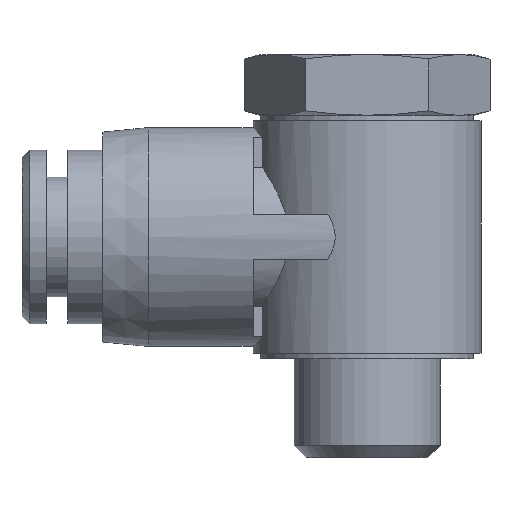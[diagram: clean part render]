
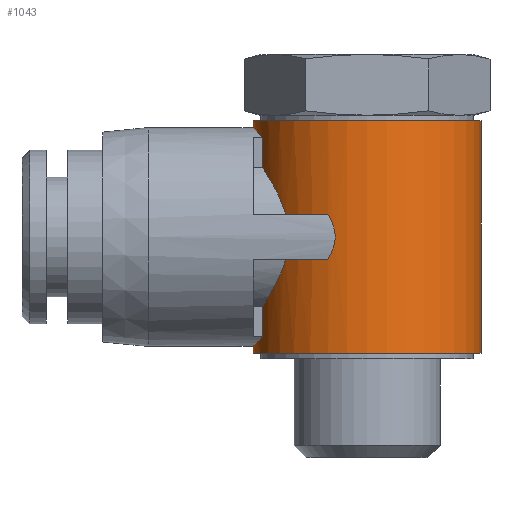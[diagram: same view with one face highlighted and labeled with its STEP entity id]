
A CAD part, top view. The second image highlights one B-rep face of the part: STEP entity #1043.
In plain terms, the highlighted cylindrical face has radius 7.5 mm (diameter 15 mm), a partial arc.
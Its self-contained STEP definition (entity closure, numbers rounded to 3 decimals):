
#139=CARTESIAN_POINT('',(0.,7.65,0.));
#140=DIRECTION('',(0.,-1.,0.));
#141=DIRECTION('',(1.,0.,0.));
#142=AXIS2_PLACEMENT_3D('',#139,#140,#141);
#149=CARTESIAN_POINT('',(-6.874,6.545,3.));
#150=CARTESIAN_POINT('',(-7.014,6.693,2.678));
#151=CARTESIAN_POINT('',(-7.249,6.938,2.02));
#152=CARTESIAN_POINT('',(-7.459,7.158,0.982));
#153=CARTESIAN_POINT('',(-7.5,7.2,0.323));
#154=CARTESIAN_POINT('',(-7.5,7.2,0.));
#156=CARTESIAN_POINT('',(0.,-7.65,0.));
#157=DIRECTION('',(0.,-1.,0.));
#158=DIRECTION('',(1.,0.,0.));
#159=AXIS2_PLACEMENT_3D('',#156,#157,#158);
#161=CARTESIAN_POINT('',(-7.5,-7.2,0.));
#162=CARTESIAN_POINT('',(-7.5,-7.2,0.323));
#163=CARTESIAN_POINT('',(-7.459,-7.157,
0.984));
#164=CARTESIAN_POINT('',(-7.248,-6.938,2.021));
#165=CARTESIAN_POINT('',(-7.014,-6.693,2.679));
#166=CARTESIAN_POINT('',(-6.874,-6.545,3.));
#168=DIRECTION('',(0.,-1.,0.));
#169=VECTOR('',#168,1.995);
#170=CARTESIAN_POINT('',(-6.874,-4.55,3.));
#171=LINE('',#170,#169);
#172=CARTESIAN_POINT('',(-6.874,-4.55,3.));
#173=CARTESIAN_POINT('',(-6.797,-4.434,3.176));
#174=CARTESIAN_POINT('',(-6.63,-4.177,3.521));
#175=CARTESIAN_POINT('',(-6.347,-3.714,4.009));
#176=CARTESIAN_POINT('',(-6.027,-3.142,4.476));
#177=CARTESIAN_POINT('',(-5.679,-2.423,4.909));
#178=CARTESIAN_POINT('',(-5.459,-1.831,5.145));
#179=CARTESIAN_POINT('',(-5.366,-1.5,5.24));
#181=CARTESIAN_POINT('',(0.,-1.5,0.));
#182=DIRECTION('',(0.,-1.,0.));
#183=DIRECTION('',(-0.344,0.,0.939));
#184=AXIS2_PLACEMENT_3D('',#181,#182,#183);
#186=CARTESIAN_POINT('',(-2.581,-1.5,7.042));
#187=CARTESIAN_POINT('',(-2.473,-1.315,7.081));
#188=CARTESIAN_POINT('',(-2.28,-0.942,
7.146));
#189=CARTESIAN_POINT('',(-2.093,-0.32,
7.202));
#190=CARTESIAN_POINT('',(-2.092,0.315,7.203));
#191=CARTESIAN_POINT('',(-2.28,0.942,7.147));
#192=CARTESIAN_POINT('',(-2.473,1.315,7.081));
#193=CARTESIAN_POINT('',(-2.581,1.5,7.042));
#195=CARTESIAN_POINT('',(0.,1.5,0.));
#196=DIRECTION('',(0.,-1.,0.));
#197=DIRECTION('',(-0.344,0.,0.939));
#198=AXIS2_PLACEMENT_3D('',#195,#196,#197);
#200=CARTESIAN_POINT('',(-5.366,1.5,5.24));
#201=CARTESIAN_POINT('',(-5.451,1.803,5.153));
#202=CARTESIAN_POINT('',(-5.651,2.356,4.939));
#203=CARTESIAN_POINT('',(-5.988,3.067,4.527));
#204=CARTESIAN_POINT('',(-6.304,3.64,4.076));
#205=CARTESIAN_POINT('',(-6.6,4.13,3.579));
#206=CARTESIAN_POINT('',(-6.786,4.418,3.201));
#207=CARTESIAN_POINT('',(-6.874,4.55,3.));
#209=DIRECTION('',(0.,-1.,0.));
#210=VECTOR('',#209,1.995);
#211=CARTESIAN_POINT('',(-6.874,6.545,3.));
#212=LINE('',#211,#210);
#392=DIRECTION('',(0.,1.,0.));
#393=VECTOR('',#392,0.45);
#394=CARTESIAN_POINT('',(-7.5,-7.65,0.));
#395=LINE('',#394,#393);
#401=DIRECTION('',(0.,1.,0.));
#402=VECTOR('',#401,15.3);
#403=CARTESIAN_POINT('',(7.5,-7.65,0.));
#404=LINE('',#403,#402);
#405=DIRECTION('',(0.,1.,0.));
#406=VECTOR('',#405,0.45);
#407=CARTESIAN_POINT('',(-7.5,7.2,0.));
#408=LINE('',#407,#406);
#702=CARTESIAN_POINT('',(7.5,-7.65,0.));
#703=CARTESIAN_POINT('',(7.5,7.65,0.));
#704=VERTEX_POINT('',#702);
#705=VERTEX_POINT('',#703);
#710=CARTESIAN_POINT('',(-7.5,-7.65,0.));
#711=VERTEX_POINT('',#710);
#712=CARTESIAN_POINT('',(-7.5,7.65,0.));
#713=VERTEX_POINT('',#712);
#734=VERTEX_POINT('',#149);
#735=VERTEX_POINT('',#154);
#736=CARTESIAN_POINT('',(-6.874,4.55,3.));
#737=VERTEX_POINT('',#736);
#738=CARTESIAN_POINT('',(-2.581,1.5,7.042));
#739=CARTESIAN_POINT('',(-5.366,1.5,5.24));
#740=VERTEX_POINT('',#738);
#741=VERTEX_POINT('',#739);
#742=VERTEX_POINT('',#186);
#743=CARTESIAN_POINT('',(-5.366,-1.5,5.24));
#744=VERTEX_POINT('',#743);
#745=CARTESIAN_POINT('',(-6.874,-4.55,3.));
#746=CARTESIAN_POINT('',(-6.874,-6.545,3.));
#747=VERTEX_POINT('',#745);
#748=VERTEX_POINT('',#746);
#749=VERTEX_POINT('',#161);
#1009=CARTESIAN_POINT('',(0.,9.075,0.));
#1010=DIRECTION('',(0.,-1.,0.));
#1011=DIRECTION('',(-1.,0.,0.));
#1012=AXIS2_PLACEMENT_3D('',#1009,#1010,#1011);
#1013=CYLINDRICAL_SURFACE('',#1012,7.5);
#1015=ORIENTED_EDGE('',*,*,#1014,.T.);
#1017=ORIENTED_EDGE('',*,*,#1016,.T.);
#1018=ORIENTED_EDGE('',*,*,#998,.F.);
#1020=ORIENTED_EDGE('',*,*,#1019,.F.);
#1022=ORIENTED_EDGE('',*,*,#1021,.T.);
#1024=ORIENTED_EDGE('',*,*,#1023,.T.);
#1026=ORIENTED_EDGE('',*,*,#1025,.T.);
#1028=ORIENTED_EDGE('',*,*,#1027,.F.);
#1030=ORIENTED_EDGE('',*,*,#1029,.T.);
#1032=ORIENTED_EDGE('',*,*,#1031,.F.);
#1034=ORIENTED_EDGE('',*,*,#1033,.T.);
#1036=ORIENTED_EDGE('',*,*,#1035,.T.);
#1038=ORIENTED_EDGE('',*,*,#1037,.T.);
#1040=ORIENTED_EDGE('',*,*,#1039,.F.);
#1041=EDGE_LOOP('',(#1015,#1017,#1018,#1020,#1022,#1024,#1026,#1028,#1030,#1032,
#1034,#1036,#1038,#1040));
#1042=FACE_OUTER_BOUND('',#1041,.F.);
#1043=ADVANCED_FACE('',(#1042),#1013,.T.);
#143=CIRCLE('',#142,7.5);
#155=B_SPLINE_CURVE_WITH_KNOTS('',3,(#149,#150,#151,#152,#153,#154),
.UNSPECIFIED.,.F.,.F.,(4,1,1,4),(0.,0.333,0.667,1.),
.UNSPECIFIED.);
#160=CIRCLE('',#159,7.5);
#167=B_SPLINE_CURVE_WITH_KNOTS('',3,(#161,#162,#163,#164,#165,#166),
.UNSPECIFIED.,.F.,.F.,(4,1,1,4),(0.,0.333,0.667,1.),
.UNSPECIFIED.);
#180=B_SPLINE_CURVE_WITH_KNOTS('',3,(#172,#173,#174,#175,#176,#177,#178,#179),
.UNSPECIFIED.,.F.,.F.,(4,1,1,1,1,4),(0.,0.2,0.4,0.6,0.8,1.),
.UNSPECIFIED.);
#185=CIRCLE('',#184,7.5);
#194=B_SPLINE_CURVE_WITH_KNOTS('',3,(#186,#187,#188,#189,#190,#191,#192,#193),
.UNSPECIFIED.,.F.,.F.,(4,1,1,1,1,4),(0.,0.2,0.4,0.6,0.8,1.),
.UNSPECIFIED.);
#199=CIRCLE('',#198,7.5);
#208=B_SPLINE_CURVE_WITH_KNOTS('',3,(#200,#201,#202,#203,#204,#205,#206,#207),
.UNSPECIFIED.,.F.,.F.,(4,1,1,1,1,4),(0.,0.2,0.4,0.6,0.8,1.),
.UNSPECIFIED.);
#998=EDGE_CURVE('',#705,#713,#143,.T.);
#1014=EDGE_CURVE('',#734,#735,#155,.T.);
#1016=EDGE_CURVE('',#735,#713,#408,.T.);
#1019=EDGE_CURVE('',#704,#705,#404,.T.);
#1021=EDGE_CURVE('',#704,#711,#160,.T.);
#1023=EDGE_CURVE('',#711,#749,#395,.T.);
#1025=EDGE_CURVE('',#749,#748,#167,.T.);
#1027=EDGE_CURVE('',#747,#748,#171,.T.);
#1029=EDGE_CURVE('',#747,#744,#180,.T.);
#1031=EDGE_CURVE('',#742,#744,#185,.T.);
#1033=EDGE_CURVE('',#742,#740,#194,.T.);
#1035=EDGE_CURVE('',#740,#741,#199,.T.);
#1037=EDGE_CURVE('',#741,#737,#208,.T.);
#1039=EDGE_CURVE('',#734,#737,#212,.T.);
